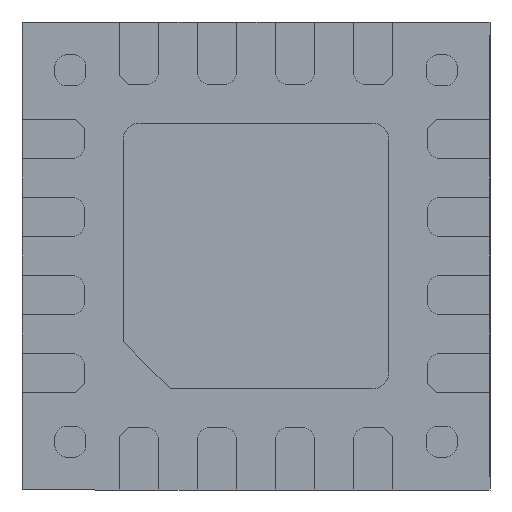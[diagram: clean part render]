
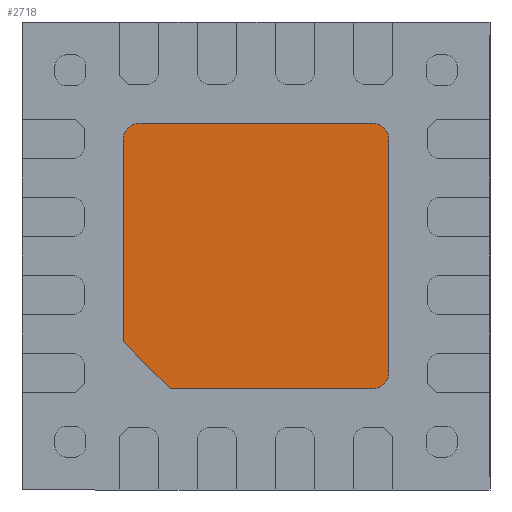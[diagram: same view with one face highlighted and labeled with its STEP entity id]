
A CAD part, front view. The second image highlights one B-rep face of the part: STEP entity #2718.
In plain terms, the highlighted planar face has unit normal (0, -1, 0).
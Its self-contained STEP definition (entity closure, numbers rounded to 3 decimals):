
#180 = VERTEX_POINT ( 'NONE', #2901 ) ;
#296 = EDGE_CURVE ( 'NONE', #180, #1422, #1770, .T. ) ;
#424 = PLANE ( 'NONE',  #2657 ) ;
#716 = EDGE_CURVE ( 'NONE', #2470, #1817, #2617, .T. ) ;
#1008 = EDGE_CURVE ( 'NONE', #1817, #10190, #10189, .T. ) ;
#1059 = LINE ( 'NONE', #4216, #2297 ) ;
#1125 = EDGE_CURVE ( 'NONE', #1422, #3498, #7167, .T. ) ;
#1422 = VERTEX_POINT ( 'NONE', #8220 ) ;
#1500 = CARTESIAN_POINT ( 'NONE',  ( -0.55, 0., -0.85 ) ) ;
#1503 = DIRECTION ( 'NONE',  ( 0., -1., 0. ) ) ;
#1697 = ORIENTED_EDGE ( 'NONE', *, *, #5268, .T. ) ;
#1770 = CIRCLE ( 'NONE', #7557, 0.1 ) ;
#1817 = VERTEX_POINT ( 'NONE', #9573 ) ;
#1922 = LINE ( 'NONE', #4357, #7921 ) ;
#2021 = EDGE_CURVE ( 'NONE', #7464, #6231, #8226, .T. ) ;
#2297 = VECTOR ( 'NONE', #3476, 1000. ) ;
#2408 = CARTESIAN_POINT ( 'NONE',  ( 0.75, 0., -0.75 ) ) ;
#2470 = VERTEX_POINT ( 'NONE', #1500 ) ;
#2617 = LINE ( 'NONE', #5772, #3479 ) ;
#2657 = AXIS2_PLACEMENT_3D ( 'NONE', #10031, #5151, #7584 ) ;
#2718 = ADVANCED_FACE ( 'NONE', ( #4183 ), #424, .T. ) ;
#2901 = CARTESIAN_POINT ( 'NONE',  ( -0.75, 0., 0.85 ) ) ;
#3185 = EDGE_CURVE ( 'NONE', #3498, #2470, #1922, .T. ) ;
#3462 = ORIENTED_EDGE ( 'NONE', *, *, #1125, .T. ) ;
#3476 = DIRECTION ( 'NONE',  ( -1., 0., 0. ) ) ;
#3479 = VECTOR ( 'NONE', #4021, 1000. ) ;
#3498 = VERTEX_POINT ( 'NONE', #4143 ) ;
#3555 = EDGE_CURVE ( 'NONE', #10190, #7464, #7450, .T. ) ;
#3589 = CARTESIAN_POINT ( 'NONE',  ( 0.75, 0., 0.85 ) ) ;
#3679 = CARTESIAN_POINT ( 'NONE',  ( 0.85, 0., -0.75 ) ) ;
#3764 = AXIS2_PLACEMENT_3D ( 'NONE', #7675, #3785, #4513 ) ;
#3785 = DIRECTION ( 'NONE',  ( 0., -1., 0. ) ) ;
#3879 = DIRECTION ( 'NONE',  ( 0., 0., -1. ) ) ;
#4021 = DIRECTION ( 'NONE',  ( 1., 0., 0. ) ) ;
#4143 = CARTESIAN_POINT ( 'NONE',  ( -0.85, 0., -0.55 ) ) ;
#4183 = FACE_OUTER_BOUND ( 'NONE', #7764, .T. ) ;
#4216 = CARTESIAN_POINT ( 'NONE',  ( 0.85, 0., 0.85 ) ) ;
#4295 = ORIENTED_EDGE ( 'NONE', *, *, #3185, .T. ) ;
#4329 = ORIENTED_EDGE ( 'NONE', *, *, #2021, .T. ) ;
#4357 = CARTESIAN_POINT ( 'NONE',  ( -0.7, 0., -0.7 ) ) ;
#4381 = CARTESIAN_POINT ( 'NONE',  ( 0.85, 0., 0.75 ) ) ;
#4513 = DIRECTION ( 'NONE',  ( 0., 0., -1. ) ) ;
#4883 = DIRECTION ( 'NONE',  ( 0., 0., -1. ) ) ;
#5085 = DIRECTION ( 'NONE',  ( 0.707, 0., -0.707 ) ) ;
#5151 = DIRECTION ( 'NONE',  ( 0., -1., 0. ) ) ;
#5182 = ORIENTED_EDGE ( 'NONE', *, *, #3555, .T. ) ;
#5268 = EDGE_CURVE ( 'NONE', #6231, #180, #1059, .T. ) ;
#5694 = AXIS2_PLACEMENT_3D ( 'NONE', #2408, #8775, #4883 ) ;
#5772 = CARTESIAN_POINT ( 'NONE',  ( 0.85, 0., -0.85 ) ) ;
#5843 = VECTOR ( 'NONE', #8230, 1000. ) ;
#6231 = VERTEX_POINT ( 'NONE', #3589 ) ;
#6934 = CARTESIAN_POINT ( 'NONE',  ( -0.75, 0., 0.75 ) ) ;
#7167 = LINE ( 'NONE', #9813, #7859 ) ;
#7397 = CARTESIAN_POINT ( 'NONE',  ( 0.85, 0., -0.85 ) ) ;
#7450 = LINE ( 'NONE', #7397, #5843 ) ;
#7464 = VERTEX_POINT ( 'NONE', #4381 ) ;
#7557 = AXIS2_PLACEMENT_3D ( 'NONE', #6934, #1503, #3879 ) ;
#7584 = DIRECTION ( 'NONE',  ( 0., 0., -1. ) ) ;
#7647 = ORIENTED_EDGE ( 'NONE', *, *, #1008, .T. ) ;
#7675 = CARTESIAN_POINT ( 'NONE',  ( 0.75, 0., 0.75 ) ) ;
#7764 = EDGE_LOOP ( 'NONE', ( #1697, #8138, #3462, #4295, #8844, #7647, #5182, #4329 ) ) ;
#7859 = VECTOR ( 'NONE', #8198, 1000. ) ;
#7921 = VECTOR ( 'NONE', #5085, 1000. ) ;
#8138 = ORIENTED_EDGE ( 'NONE', *, *, #296, .T. ) ;
#8198 = DIRECTION ( 'NONE',  ( 0., 0., -1. ) ) ;
#8220 = CARTESIAN_POINT ( 'NONE',  ( -0.85, 0., 0.75 ) ) ;
#8226 = CIRCLE ( 'NONE', #3764, 0.1 ) ;
#8230 = DIRECTION ( 'NONE',  ( 0., 0., 1. ) ) ;
#8775 = DIRECTION ( 'NONE',  ( 0., -1., 0. ) ) ;
#8844 = ORIENTED_EDGE ( 'NONE', *, *, #716, .T. ) ;
#9573 = CARTESIAN_POINT ( 'NONE',  ( 0.75, 0., -0.85 ) ) ;
#9813 = CARTESIAN_POINT ( 'NONE',  ( -0.85, 0., -0.85 ) ) ;
#10031 = CARTESIAN_POINT ( 'NONE',  ( 0., 0., 0. ) ) ;
#10189 = CIRCLE ( 'NONE', #5694, 0.1 ) ;
#10190 = VERTEX_POINT ( 'NONE', #3679 ) ;
